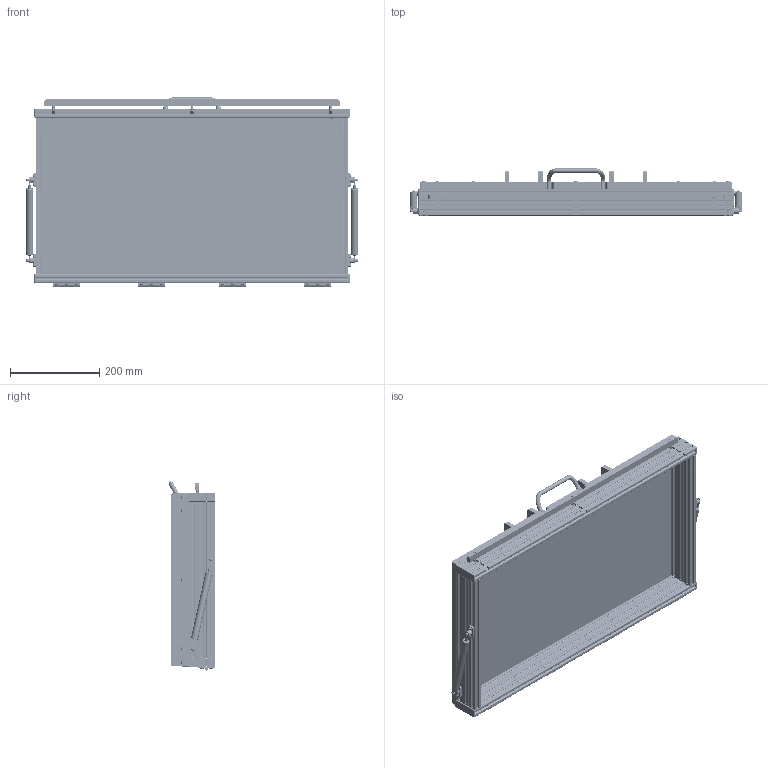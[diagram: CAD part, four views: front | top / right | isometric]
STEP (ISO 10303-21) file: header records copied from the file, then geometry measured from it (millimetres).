
FILE_DESCRIPTION (( 'STEP AP214' ), '1' );
FILE_NAME ('INGUN_17696.STEP', '2021-11-26T07:40:31', ( '' ), ( '' ), 'SwSTEP 2.0', 'SolidWorks 2018', '' );
FILE_SCHEMA (( 'AUTOMOTIVE_DESIGN' ));
Length unit declared in the file: millimetre
Products named in the file (45): 20413~0; 25501~1; 13373~0; DIN_6799_-_A2~n_d 5; 20406~0; ISO7380~n_M03,0x020; 2502_1~0; ISO7380~n_M04,0x008; 11506~1; 9289-1~0; INGUN_17696; 2502_2~0; ISO7380~n_M04,0x010; Scharnier~0_Teil1; DIN6325~n_03,0m6x010; 20410~0; 17695~0; 19994~0; DIN913~n_M03,0x06; DIN6325~n_04,0m6x040; 17697~1; 20412~0; 25285~2; 9289~0; DIN125~n_04,3 M04,0; 20409~0; 3376~0; ISO7380~n_M04,0x020; 9523~0; 11614~0; 11531~0; 12849~0; 2502~0; 8577~1; Scharnier~0_Teil2; 9289-2~0; 11615~2; DIN6325~n_04,0m6x030; 3381~0; DIN912~n_M04,0x040 ...
Assembly tree (168 placements, depth 5):
  INGUN_17696
    17695~0
      20406~0
      11615~2  x2
      20407~0
      20409~0
      11614~0  x2
      20410~0
      12849~0  x4
        13372~1
          Scharnier~0_Teil1
          Scharnier~0_Teil2
          Stift_zu_Scharnier_13372~0
        DIN125~n_04,3 M04,0
        ISO7380~n_M04,0x008
        13373~0
      8577~1
      20412~0
      11531~0  x3
      11506~1  x3
      3376~0  x4
      9523~0  x4
      20413~0  x3
      19994~0  x3
      2502~0  x2
        2502_1~0
        2502_2~0
      25285~2  x4
      DIN_6799_-_A2~n_d 5  x4
      9289~0  x12
        9289-1~0
        9289-2~0
      3381~0  x8
      DIN913~n_M03,0x06  x3
      DIN6325~n_04,0m6x040  x3
      ISO7380~n_M04,0x010  x8
      DIN6325~n_03,0m6x010  x3
      DIN912~n_M03,0x025  x3
      DIN912~n_M05,0x040  x2
    17697~1
    3381~0  x24
    ISO7380~n_M04,0x020  x15
    25501~1  x4
    ISO7380~n_M03,0x020
    DIN912~n_M04,0x040  x8
    DIN6325~n_04,0m6x030  x2
Bounding box: 742.5 x 105 x 423.1 mm (x, y, z)
Volume: 5755235.8 mm3; surface area: 1863919.3 mm2
Topology: 235 solids, 235 shells, 8536 faces, 21895 edges, 13819 vertices
Faces by surface type: plane 4451, cylinder 3287, cone 350, torus 228, bspline 124, sphere 96
Entity records: 88610 total; most frequent: CARTESIAN_POINT 24642, ORIENTED_EDGE 12830, DIRECTION 12750, EDGE_CURVE 6415, AXIS2_PLACEMENT_3D 4649, VERTEX_POINT 4191, VECTOR 3452, LINE 3452
